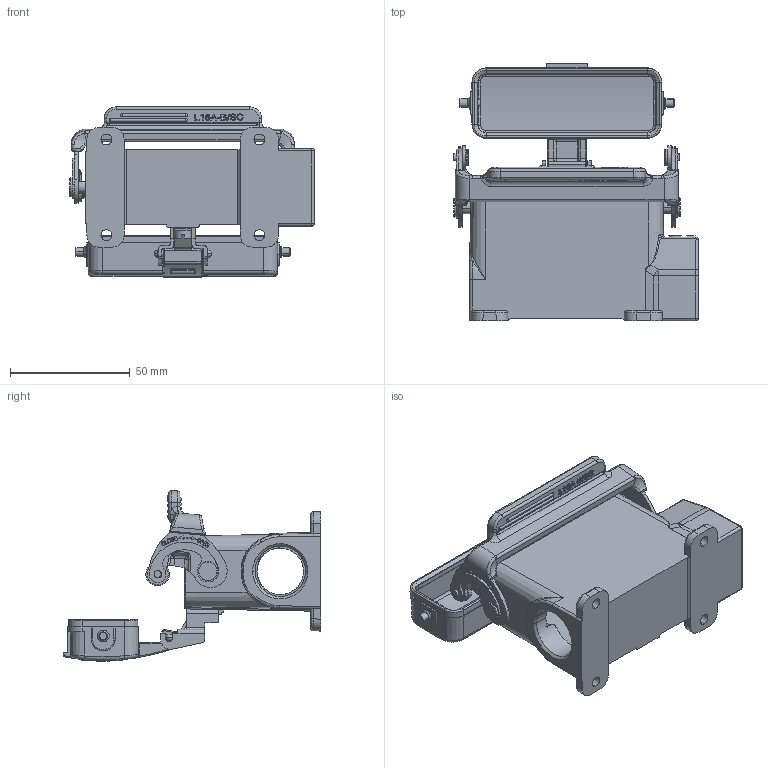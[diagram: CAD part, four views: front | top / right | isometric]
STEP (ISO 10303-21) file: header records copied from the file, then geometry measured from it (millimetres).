
FILE_DESCRIPTION((''),'2;1');
FILE_NAME('PRT0054','2024-01-29T',('11539'),(''),'PRO/ENGINEER BY PARAMETRIC TECHNOLOGY CORPORATION, 2012480','PRO/ENGINEER BY PARAMETRIC TECHNOLOGY CORPORATION, 2012480','');
FILE_SCHEMA(('CONFIG_CONTROL_DESIGN'));
Products named in the file (1): PRT0054
Bounding box: 102.35 x 107.84 x 71.2 mm (x, y, z)
Volume: 86925.8 mm3; surface area: 53035.3 mm2
Topology: 1 solids, 3 shells, 1632 faces, 4490 edges, 2917 vertices
Faces by surface type: plane 650, cylinder 466, extrusion 149, bspline 129, torus 124, cone 74, sphere 36, revolution 4
Entity records: 63343 total; most frequent: CARTESIAN_POINT 23755, ORIENTED_EDGE 8890, DIRECTION 7238, EDGE_CURVE 4445, VERTEX_POINT 2917, AXIS2_PLACEMENT_3D 2478, VECTOR 2278, LINE 2129
